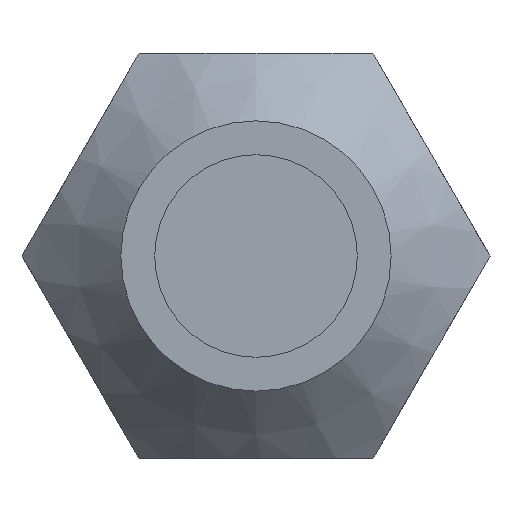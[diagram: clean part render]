
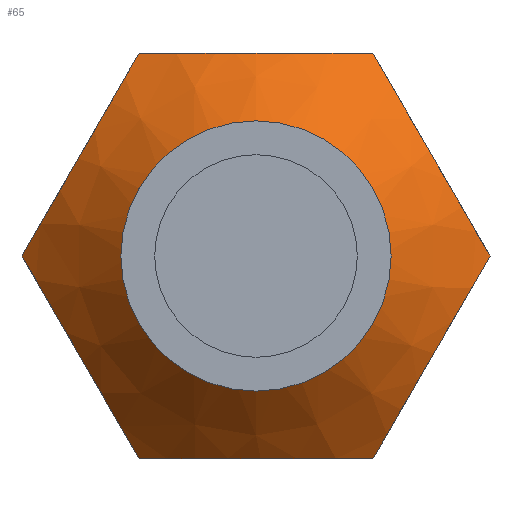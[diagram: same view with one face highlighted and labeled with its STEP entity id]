
A CAD part, front view. The second image highlights one B-rep face of the part: STEP entity #65.
In plain terms, the highlighted conical face has half-angle 45 degrees and reference radius 13.1 mm.
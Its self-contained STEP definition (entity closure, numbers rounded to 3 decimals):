
#65 = ADVANCED_FACE( '', ( #139, #140 ), #141, .T. );
#139 = FACE_OUTER_BOUND( '', #222, .T. );
#140 = FACE_BOUND( '', #223, .T. );
#141 = CONICAL_SURFACE( '', #224, 13.1, 0.785 );
#222 = EDGE_LOOP( '', ( #331, #332, #333, #334, #335, #336 ) );
#223 = EDGE_LOOP( '', ( #337 ) );
#224 = AXIS2_PLACEMENT_3D( '', #338, #339, #340 );
#331 = ORIENTED_EDGE( '', *, *, #438, .F. );
#332 = ORIENTED_EDGE( '', *, *, #429, .F. );
#333 = ORIENTED_EDGE( '', *, *, #442, .F. );
#334 = ORIENTED_EDGE( '', *, *, #443, .F. );
#335 = ORIENTED_EDGE( '', *, *, #433, .F. );
#336 = ORIENTED_EDGE( '', *, *, #413, .F. );
#337 = ORIENTED_EDGE( '', *, *, #444, .F. );
#338 = CARTESIAN_POINT( '', ( 0., -4.15, 0. ) );
#339 = DIRECTION( '', ( 0., 1., 0. ) );
#340 = DIRECTION( '', ( 0., 0., 1. ) );
#413 = EDGE_CURVE( '', #467, #463, #469, .T. );
#429 = EDGE_CURVE( '', #494, #490, #496, .T. );
#433 = EDGE_CURVE( '', #463, #499, #502, .T. );
#438 = EDGE_CURVE( '', #490, #467, #508, .T. );
#442 = EDGE_CURVE( '', #513, #494, #514, .T. );
#443 = EDGE_CURVE( '', #499, #513, #515, .T. );
#444 = EDGE_CURVE( '', #516, #516, #517, .F. );
#463 = VERTEX_POINT( '', #540 );
#467 = VERTEX_POINT( '', #546 );
#469 = B_SPLINE_CURVE_WITH_KNOTS( '', 3, ( #549, #550, #551, #552, #553, #554, #555, #556, #557, #558, #559, #560 ), .UNSPECIFIED., .F., .F., ( 4, 2, 2, 2, 2, 4 ), ( 0., 0.004, 0.007, 0.009, 0.013, 0.018 ), .UNSPECIFIED. );
#490 = VERTEX_POINT( '', #581 );
#494 = VERTEX_POINT( '', #587 );
#496 = B_SPLINE_CURVE_WITH_KNOTS( '', 3, ( #590, #591, #592, #593, #594, #595, #596, #597, #598, #599, #600, #601 ), .UNSPECIFIED., .F., .F., ( 4, 2, 2, 2, 2, 4 ), ( 0., 0.004, 0.007, 0.009, 0.013, 0.018 ), .UNSPECIFIED. );
#499 = VERTEX_POINT( '', #604 );
#502 = B_SPLINE_CURVE_WITH_KNOTS( '', 3, ( #609, #610, #611, #612, #613, #614, #615, #616, #617, #618, #619, #620 ), .UNSPECIFIED., .F., .F., ( 4, 2, 2, 2, 2, 4 ), ( 0., 0.004, 0.007, 0.009, 0.013, 0.018 ), .UNSPECIFIED. );
#508 = B_SPLINE_CURVE_WITH_KNOTS( '', 3, ( #627, #628, #629, #630, #631, #632, #633, #634, #635, #636, #637, #638 ), .UNSPECIFIED., .F., .F., ( 4, 2, 2, 2, 2, 4 ), ( 0., 0.004, 0.007, 0.009, 0.013, 0.018 ), .UNSPECIFIED. );
#513 = VERTEX_POINT( '', #643 );
#514 = B_SPLINE_CURVE_WITH_KNOTS( '', 3, ( #644, #645, #646, #647, #648, #649, #650, #651, #652, #653, #654, #655 ), .UNSPECIFIED., .F., .F., ( 4, 2, 2, 2, 2, 4 ), ( 0., 0.004, 0.007, 0.009, 0.013, 0.018 ), .UNSPECIFIED. );
#515 = B_SPLINE_CURVE_WITH_KNOTS( '', 3, ( #656, #657, #658, #659, #660, #661, #662, #663, #664, #665, #666, #667 ), .UNSPECIFIED., .F., .F., ( 4, 2, 2, 2, 2, 4 ), ( 0., 0.004, 0.007, 0.009, 0.013, 0.018 ), .UNSPECIFIED. );
#516 = VERTEX_POINT( '', #668 );
#517 = CIRCLE( '', #669, 9.25 );
#540 = CARTESIAN_POINT( '', ( 8.66, 0.071, -15. ) );
#546 = CARTESIAN_POINT( '', ( 17.321, 0.071, 0. ) );
#549 = CARTESIAN_POINT( '', ( 17.321, 0.071, 0. ) );
#550 = CARTESIAN_POINT( '', ( 16.644, -0.606, -1.172 ) );
#551 = CARTESIAN_POINT( '', ( 15.952, -1.181, -2.37 ) );
#552 = CARTESIAN_POINT( '', ( 14.877, -1.798, -4.232 ) );
#553 = CARTESIAN_POINT( '', ( 14.512, -1.962, -4.864 ) );
#554 = CARTESIAN_POINT( '', ( 13.768, -2.188, -6.153 ) );
#555 = CARTESIAN_POINT( '', ( 13.384, -2.248, -6.818 ) );
#556 = CARTESIAN_POINT( '', ( 12.25, -2.253, -8.782 ) );
#557 = CARTESIAN_POINT( '', ( 11.507, -2.024, -10.069 ) );
#558 = CARTESIAN_POINT( '', ( 10.042, -1.194, -12.607 ) );
#559 = CARTESIAN_POINT( '', ( 9.341, -0.61, -13.821 ) );
#560 = CARTESIAN_POINT( '', ( 8.66, 0.071, -15. ) );
#581 = CARTESIAN_POINT( '', ( 8.66, 0.071, 15. ) );
#587 = CARTESIAN_POINT( '', ( -8.66, 0.071, 15. ) );
#590 = CARTESIAN_POINT( '', ( -8.66, 0.071, 15. ) );
#591 = CARTESIAN_POINT( '', ( -7.307, -0.606, 15. ) );
#592 = CARTESIAN_POINT( '', ( -5.923, -1.181, 15. ) );
#593 = CARTESIAN_POINT( '', ( -3.773, -1.798, 15. ) );
#594 = CARTESIAN_POINT( '', ( -3.044, -1.962, 15. ) );
#595 = CARTESIAN_POINT( '', ( -1.555, -2.188, 15. ) );
#596 = CARTESIAN_POINT( '', ( -0.788, -2.248, 15. ) );
#597 = CARTESIAN_POINT( '', ( 1.48, -2.253, 15. ) );
#598 = CARTESIAN_POINT( '', ( 2.966, -2.024, 15. ) );
#599 = CARTESIAN_POINT( '', ( 5.897, -1.194, 15. ) );
#600 = CARTESIAN_POINT( '', ( 7.299, -0.61, 15. ) );
#601 = CARTESIAN_POINT( '', ( 8.66, 0.071, 15. ) );
#604 = CARTESIAN_POINT( '', ( -8.66, 0.071, -15. ) );
#609 = CARTESIAN_POINT( '', ( 8.66, 0.071, -15. ) );
#610 = CARTESIAN_POINT( '', ( 7.307, -0.606, -15. ) );
#611 = CARTESIAN_POINT( '', ( 5.923, -1.181, -15. ) );
#612 = CARTESIAN_POINT( '', ( 3.773, -1.798, -15. ) );
#613 = CARTESIAN_POINT( '', ( 3.044, -1.962, -15. ) );
#614 = CARTESIAN_POINT( '', ( 1.555, -2.188, -15. ) );
#615 = CARTESIAN_POINT( '', ( 0.788, -2.248, -15. ) );
#616 = CARTESIAN_POINT( '', ( -1.48, -2.253, -15. ) );
#617 = CARTESIAN_POINT( '', ( -2.966, -2.024, -15. ) );
#618 = CARTESIAN_POINT( '', ( -5.897, -1.194, -15. ) );
#619 = CARTESIAN_POINT( '', ( -7.299, -0.61, -15. ) );
#620 = CARTESIAN_POINT( '', ( -8.66, 0.071, -15. ) );
#627 = CARTESIAN_POINT( '', ( 8.66, 0.071, 15. ) );
#628 = CARTESIAN_POINT( '', ( 9.337, -0.606, 13.828 ) );
#629 = CARTESIAN_POINT( '', ( 10.029, -1.181, 12.63 ) );
#630 = CARTESIAN_POINT( '', ( 11.104, -1.798, 10.768 ) );
#631 = CARTESIAN_POINT( '', ( 11.468, -1.962, 10.136 ) );
#632 = CARTESIAN_POINT( '', ( 12.213, -2.188, 8.847 ) );
#633 = CARTESIAN_POINT( '', ( 12.596, -2.248, 8.182 ) );
#634 = CARTESIAN_POINT( '', ( 13.73, -2.253, 6.218 ) );
#635 = CARTESIAN_POINT( '', ( 14.474, -2.024, 4.931 ) );
#636 = CARTESIAN_POINT( '', ( 15.939, -1.194, 2.393 ) );
#637 = CARTESIAN_POINT( '', ( 16.64, -0.61, 1.179 ) );
#638 = CARTESIAN_POINT( '', ( 17.321, 0.071, 0. ) );
#643 = CARTESIAN_POINT( '', ( -17.321, 0.071, 0. ) );
#644 = CARTESIAN_POINT( '', ( -17.321, 0.071, 0. ) );
#645 = CARTESIAN_POINT( '', ( -16.644, -0.606, 1.172 ) );
#646 = CARTESIAN_POINT( '', ( -15.952, -1.181, 2.37 ) );
#647 = CARTESIAN_POINT( '', ( -14.877, -1.798, 4.232 ) );
#648 = CARTESIAN_POINT( '', ( -14.512, -1.962, 4.864 ) );
#649 = CARTESIAN_POINT( '', ( -13.768, -2.188, 6.153 ) );
#650 = CARTESIAN_POINT( '', ( -13.384, -2.248, 6.818 ) );
#651 = CARTESIAN_POINT( '', ( -12.25, -2.253, 8.782 ) );
#652 = CARTESIAN_POINT( '', ( -11.507, -2.024, 10.069 ) );
#653 = CARTESIAN_POINT( '', ( -10.042, -1.194, 12.607 ) );
#654 = CARTESIAN_POINT( '', ( -9.341, -0.61, 13.821 ) );
#655 = CARTESIAN_POINT( '', ( -8.66, 0.071, 15. ) );
#656 = CARTESIAN_POINT( '', ( -8.66, 0.071, -15. ) );
#657 = CARTESIAN_POINT( '', ( -9.337, -0.606, -13.828 ) );
#658 = CARTESIAN_POINT( '', ( -10.029, -1.181, -12.63 ) );
#659 = CARTESIAN_POINT( '', ( -11.104, -1.798, -10.768 ) );
#660 = CARTESIAN_POINT( '', ( -11.468, -1.962, -10.136 ) );
#661 = CARTESIAN_POINT( '', ( -12.213, -2.188, -8.847 ) );
#662 = CARTESIAN_POINT( '', ( -12.596, -2.248, -8.182 ) );
#663 = CARTESIAN_POINT( '', ( -13.73, -2.253, -6.218 ) );
#664 = CARTESIAN_POINT( '', ( -14.474, -2.024, -4.931 ) );
#665 = CARTESIAN_POINT( '', ( -15.939, -1.194, -2.393 ) );
#666 = CARTESIAN_POINT( '', ( -16.64, -0.61, -1.179 ) );
#667 = CARTESIAN_POINT( '', ( -17.321, 0.071, 0. ) );
#668 = CARTESIAN_POINT( '', ( 0., -8., 9.25 ) );
#669 = AXIS2_PLACEMENT_3D( '', #729, #730, #731 );
#729 = CARTESIAN_POINT( '', ( 0., -8., 0. ) );
#730 = DIRECTION( '', ( 0., 1., 0. ) );
#731 = DIRECTION( '', ( 0., 0., 1. ) );
